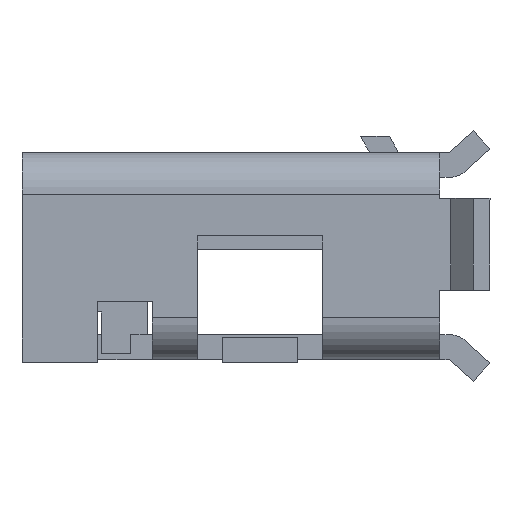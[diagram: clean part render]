
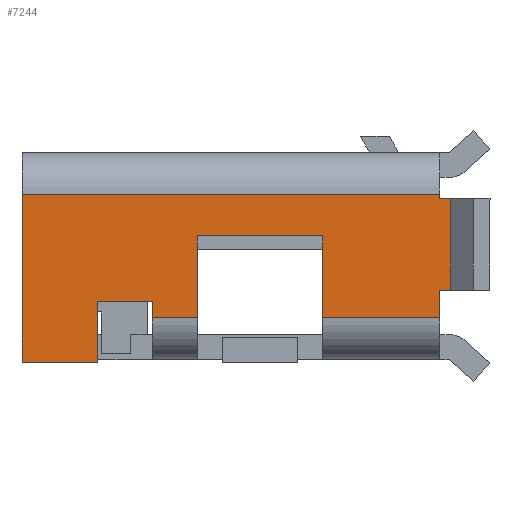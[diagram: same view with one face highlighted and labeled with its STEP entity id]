
A CAD part, left-side view. The second image highlights one B-rep face of the part: STEP entity #7244.
In plain terms, the highlighted planar face has unit normal (-1, 0, 0).
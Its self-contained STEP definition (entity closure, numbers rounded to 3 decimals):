
#1494 = CARTESIAN_POINT ( 'NONE',  ( -3.76, 0.69, -0.467 ) ) ;
#1905 = CARTESIAN_POINT ( 'NONE',  ( -3.76, -0.54, -4.7 ) ) ;
#1906 = CARTESIAN_POINT ( 'NONE',  ( -3.76, -1.27, -4.7 ) ) ;
#1907 = DIRECTION ( 'NONE',  ( 0., 1., 0. ) ) ;
#1908 = VECTOR ( 'NONE', #1907, 1000. ) ;
#1909 = CARTESIAN_POINT ( 'NONE',  ( -3.76, 0., -4.7 ) ) ;
#1910 = LINE ( 'NONE', #1909, #1908 ) ;
#1911 = CARTESIAN_POINT ( 'NONE',  ( -3.76, 0.24, -2. ) ) ;
#1912 = CARTESIAN_POINT ( 'NONE',  ( -3.76, -0.74, -2. ) ) ;
#1930 = DIRECTION ( 'NONE',  ( 0., 0., 1. ) ) ;
#1931 = VECTOR ( 'NONE', #1930, 1000. ) ;
#1932 = CARTESIAN_POINT ( 'NONE',  ( -3.76, -0.74, -0.6 ) ) ;
#1933 = LINE ( 'NONE', #1932, #1931 ) ;
#1934 = CARTESIAN_POINT ( 'NONE',  ( -3.76, -0.74, -0.6 ) ) ;
#1967 = DIRECTION ( 'NONE',  ( 0., 1., 0. ) ) ;
#1968 = VECTOR ( 'NONE', #1967, 1000. ) ;
#1969 = CARTESIAN_POINT ( 'NONE',  ( -3.76, 0.74, -0.6 ) ) ;
#1970 = LINE ( 'NONE', #1969, #1968 ) ;
#1971 = CARTESIAN_POINT ( 'NONE',  ( -3.76, -0.41, -0.6 ) ) ;
#1988 = CARTESIAN_POINT ( 'NONE',  ( -3.76, -0.41, -0.467 ) ) ;
#1989 = DIRECTION ( 'NONE',  ( 0., 0., 1. ) ) ;
#1990 = VECTOR ( 'NONE', #1989, 1000. ) ;
#1991 = CARTESIAN_POINT ( 'NONE',  ( -3.76, -0.41, -0.6 ) ) ;
#1992 = LINE ( 'NONE', #1991, #1990 ) ;
#1999 = CARTESIAN_POINT ( 'NONE',  ( -3.76, -0.54, -4.04 ) ) ;
#2000 = CARTESIAN_POINT ( 'NONE',  ( -3.76, 0.24, -3.5 ) ) ;
#2026 = DIRECTION ( 'NONE',  ( 0., -1., 0. ) ) ;
#2027 = VECTOR ( 'NONE', #2026, 1000. ) ;
#2028 = CARTESIAN_POINT ( 'NONE',  ( -3.76, 0.74, -2. ) ) ;
#2029 = LINE ( 'NONE', #2028, #2027 ) ;
#2030 = LINE ( 'NONE', #2093, #2092 ) ;
#2031 = DIRECTION ( 'NONE',  ( 0., 0., 1. ) ) ;
#2032 = VECTOR ( 'NONE', #2031, 1000. ) ;
#2033 = CARTESIAN_POINT ( 'NONE',  ( -3.76, -0.74, -0.6 ) ) ;
#2034 = LINE ( 'NONE', #2033, #2032 ) ;
#2035 = CARTESIAN_POINT ( 'NONE',  ( -3.76, -0.74, -3.5 ) ) ;
#2047 = DIRECTION ( 'NONE',  ( 0., -1., 0. ) ) ;
#2048 = VECTOR ( 'NONE', #2047, 1000. ) ;
#2049 = CARTESIAN_POINT ( 'NONE',  ( -3.76, 0.74, -4.04 ) ) ;
#2050 = LINE ( 'NONE', #2049, #2048 ) ;
#2056 = DIRECTION ( 'NONE',  ( 0., 1., 0. ) ) ;
#2057 = VECTOR ( 'NONE', #2056, 1000. ) ;
#2058 = CARTESIAN_POINT ( 'NONE',  ( -3.76, 0.74, -3.5 ) ) ;
#2059 = LINE ( 'NONE', #2058, #2057 ) ;
#2084 = CARTESIAN_POINT ( 'NONE',  ( -3.76, -0.74, -4.04 ) ) ;
#2091 = DIRECTION ( 'NONE',  ( 0., 0., 1. ) ) ;
#2092 = VECTOR ( 'NONE', #2091, 1000. ) ;
#2093 = CARTESIAN_POINT ( 'NONE',  ( -3.76, -0.54, -0.6 ) ) ;
#2109 = DIRECTION ( 'NONE',  ( 0., 1., 0. ) ) ;
#2110 = VECTOR ( 'NONE', #2109, 1000. ) ;
#2111 = CARTESIAN_POINT ( 'NONE',  ( -3.76, 0.74, -0.467 ) ) ;
#2117 = LINE ( 'NONE', #2111, #2110 ) ;
#2141 = DIRECTION ( 'NONE',  ( 0., 0., 1. ) ) ;
#2142 = VECTOR ( 'NONE', #2141, 1000. ) ;
#2143 = CARTESIAN_POINT ( 'NONE',  ( -3.76, 0.24, -0.6 ) ) ;
#2147 = LINE ( 'NONE', #2143, #2142 ) ;
#2408 = PLANE ( 'NONE',  #2410 ) ;
#2409 = CARTESIAN_POINT ( 'NONE',  ( -3.76, 0.74, -0.6 ) ) ;
#2410 = AXIS2_PLACEMENT_3D ( 'NONE', #2409, #2467, #2466 ) ;
#2411 = FACE_OUTER_BOUND ( 'NONE', #7245, .T. ) ;
#2416 = CARTESIAN_POINT ( 'NONE',  ( -3.76, -1.27, -5.6 ) ) ;
#2417 = DIRECTION ( 'NONE',  ( 0., 0., 1. ) ) ;
#2418 = VECTOR ( 'NONE', #2417, 1000. ) ;
#2419 = CARTESIAN_POINT ( 'NONE',  ( -3.76, -1.27, -0.6 ) ) ;
#2420 = LINE ( 'NONE', #2419, #2418 ) ;
#2466 = DIRECTION ( 'NONE',  ( 0., 0., 1. ) ) ;
#2467 = DIRECTION ( 'NONE',  ( -1., 0., 0. ) ) ;
#2471 = LINE ( 'NONE', #2530, #2529 ) ;
#2513 = CARTESIAN_POINT ( 'NONE',  ( -3.76, 0.74, -0.6 ) ) ;
#2514 = DIRECTION ( 'NONE',  ( 0., 1., 0. ) ) ;
#2515 = VECTOR ( 'NONE', #2514, 1000. ) ;
#2516 = CARTESIAN_POINT ( 'NONE',  ( -3.76, 0.74, -0.6 ) ) ;
#2517 = LINE ( 'NONE', #2516, #2515 ) ;
#2518 = CARTESIAN_POINT ( 'NONE',  ( -3.76, 0.69, -0.6 ) ) ;
#2519 = DIRECTION ( 'NONE',  ( 0., 0., -1. ) ) ;
#2520 = VECTOR ( 'NONE', #2519, 1000. ) ;
#2521 = CARTESIAN_POINT ( 'NONE',  ( -3.76, 0.69, 0. ) ) ;
#2522 = LINE ( 'NONE', #2521, #2520 ) ;
#2523 = DIRECTION ( 'NONE',  ( 0., -1., 0. ) ) ;
#2524 = VECTOR ( 'NONE', #2523, 1000. ) ;
#2525 = CARTESIAN_POINT ( 'NONE',  ( -3.76, 0., -5.6 ) ) ;
#2526 = LINE ( 'NONE', #2525, #2524 ) ;
#2527 = CARTESIAN_POINT ( 'NONE',  ( -3.76, 0.74, -5.6 ) ) ;
#2528 = DIRECTION ( 'NONE',  ( 0., 0., 1. ) ) ;
#2529 = VECTOR ( 'NONE', #2528, 1000. ) ;
#2530 = CARTESIAN_POINT ( 'NONE',  ( -3.76, 0.74, -0.6 ) ) ;
#6603 = VERTEX_POINT ( 'NONE', #1494 ) ;
#6859 = VERTEX_POINT ( 'NONE', #1934 ) ;
#6861 = EDGE_CURVE ( 'NONE', #6873, #6859, #1933, .T. ) ;
#6873 = VERTEX_POINT ( 'NONE', #1912 ) ;
#6875 = VERTEX_POINT ( 'NONE', #1911 ) ;
#6877 = EDGE_CURVE ( 'NONE', #6878, #6879, #1910, .T. ) ;
#6878 = VERTEX_POINT ( 'NONE', #1906 ) ;
#6879 = VERTEX_POINT ( 'NONE', #1905 ) ;
#6910 = VERTEX_POINT ( 'NONE', #1999 ) ;
#6915 = EDGE_CURVE ( 'NONE', #6930, #6916, #1992, .T. ) ;
#6916 = VERTEX_POINT ( 'NONE', #1988 ) ;
#6930 = VERTEX_POINT ( 'NONE', #1971 ) ;
#6932 = EDGE_CURVE ( 'NONE', #6859, #6930, #1970, .T. ) ;
#6938 = EDGE_CURVE ( 'NONE', #6875, #6873, #2029, .T. ) ;
#6955 = VERTEX_POINT ( 'NONE', #2000 ) ;
#6957 = EDGE_CURVE ( 'NONE', #6968, #6955, #2059, .T. ) ;
#6961 = EDGE_CURVE ( 'NONE', #6910, #6982, #2050, .T. ) ;
#6968 = VERTEX_POINT ( 'NONE', #2035 ) ;
#6970 = EDGE_CURVE ( 'NONE', #6982, #6968, #2034, .T. ) ;
#6972 = EDGE_CURVE ( 'NONE', #6879, #6910, #2030, .T. ) ;
#6982 = VERTEX_POINT ( 'NONE', #2084 ) ;
#7001 = EDGE_CURVE ( 'NONE', #6916, #6603, #2117, .T. ) ;
#7019 = EDGE_CURVE ( 'NONE', #6955, #6875, #2147, .T. ) ;
#7238 = EDGE_CURVE ( 'NONE', #7239, #6878, #2420, .T. ) ;
#7239 = VERTEX_POINT ( 'NONE', #2416 ) ;
#7244 = ADVANCED_FACE ( 'NONE', ( #2411 ), #2408, .T. ) ;
#7245 = EDGE_LOOP ( 'NONE', ( #7306, #7307, #7308, #7309, #7310, #7311, #7312, #7313, #7316, #7296, #7299, #7301, #7302, #7303, #7304, #7305 ) ) ;
#7296 = ORIENTED_EDGE ( 'NONE', *, *, #7297, .F. ) ;
#7297 = EDGE_CURVE ( 'NONE', #7298, #7318, #2471, .T. ) ;
#7298 = VERTEX_POINT ( 'NONE', #2527 ) ;
#7299 = ORIENTED_EDGE ( 'NONE', *, *, #7300, .T. ) ;
#7300 = EDGE_CURVE ( 'NONE', #7298, #7239, #2526, .T. ) ;
#7301 = ORIENTED_EDGE ( 'NONE', *, *, #7238, .T. ) ;
#7302 = ORIENTED_EDGE ( 'NONE', *, *, #6877, .T. ) ;
#7303 = ORIENTED_EDGE ( 'NONE', *, *, #6972, .T. ) ;
#7304 = ORIENTED_EDGE ( 'NONE', *, *, #6961, .T. ) ;
#7305 = ORIENTED_EDGE ( 'NONE', *, *, #6970, .T. ) ;
#7306 = ORIENTED_EDGE ( 'NONE', *, *, #6957, .T. ) ;
#7307 = ORIENTED_EDGE ( 'NONE', *, *, #7019, .T. ) ;
#7308 = ORIENTED_EDGE ( 'NONE', *, *, #6938, .T. ) ;
#7309 = ORIENTED_EDGE ( 'NONE', *, *, #6861, .T. ) ;
#7310 = ORIENTED_EDGE ( 'NONE', *, *, #6932, .T. ) ;
#7311 = ORIENTED_EDGE ( 'NONE', *, *, #6915, .T. ) ;
#7312 = ORIENTED_EDGE ( 'NONE', *, *, #7001, .T. ) ;
#7313 = ORIENTED_EDGE ( 'NONE', *, *, #7314, .T. ) ;
#7314 = EDGE_CURVE ( 'NONE', #6603, #7315, #2522, .T. ) ;
#7315 = VERTEX_POINT ( 'NONE', #2518 ) ;
#7316 = ORIENTED_EDGE ( 'NONE', *, *, #7317, .T. ) ;
#7317 = EDGE_CURVE ( 'NONE', #7315, #7318, #2517, .T. ) ;
#7318 = VERTEX_POINT ( 'NONE', #2513 ) ;
